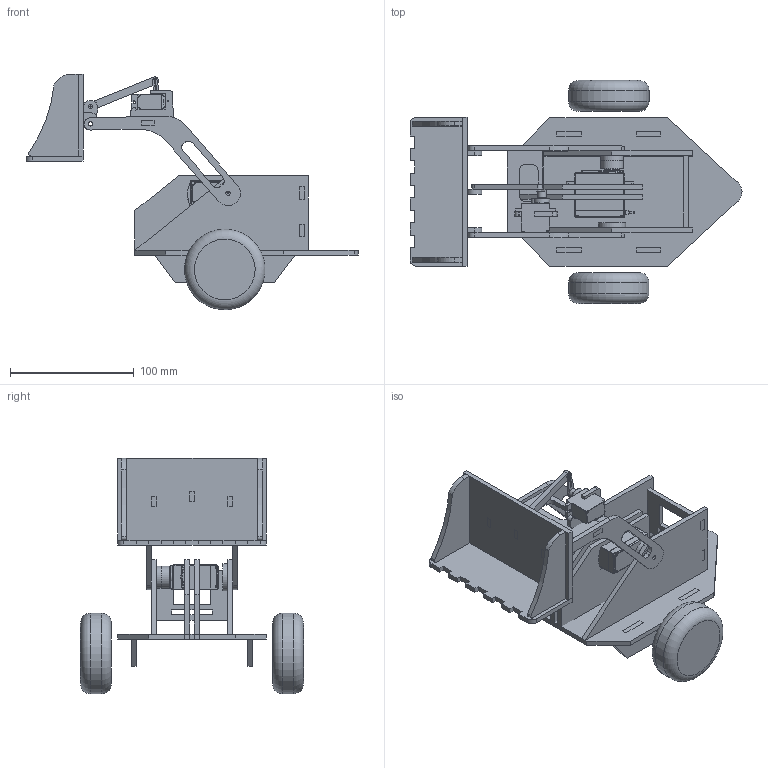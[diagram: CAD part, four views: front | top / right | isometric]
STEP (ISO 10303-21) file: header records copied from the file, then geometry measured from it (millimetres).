
FILE_DESCRIPTION(('STEP AP242'), '1');
FILE_NAME('????????? ? ?????', '', ('UNSPECIFIED'), ('UNSPECIFIED'), 'C3D Converter', 'C3D Toolkit', '');
FILE_SCHEMA(('AP242_MANAGED_MODEL_BASED_3D_ENGINEERING_MIM_LF { 1 0 10303 442 1 1 4 }'));
Length unit declared in the file: millimetre
Products named in the file (28): МГТУ.ДП.02.00.000; МГТУ.ДП.02.03.000; А1; B2; А3; А2; А4; Колесо; МГТУ.ДП.02.01.000; МГТУ.ДП.02.01.001; МГТУ.ДП.02.01.002; Крепление под серво привод1; МГТУ.ДП.02.02.000; МГТУ.ДП.02.02.001; МГТУ.ДП.02.02.002; МГТУ.ДП.02.02.003; МГТУ.ДП.02.02.004; МГТУ.ДП.02.00.001; Мотор; МГТУ.ДП.02.00.002; МГТУ.ДП.02.00.004; МГТУ.ДП.02.00.007
Assembly tree (35 placements, depth 3):
  МГТУ.ДП.02.00.000
    МГТУ.ДП.02.03.000
      А1
      B2  x2
      А3
      А2  x2
      А4  x2
      Колесо
      Колесо
    МГТУ.ДП.02.01.000
      МГТУ.ДП.02.01.001  x2
      МГТУ.ДП.02.01.002
      Крепление под серво привод1
    МГТУ.ДП.02.02.000
      МГТУ.ДП.02.02.001
      МГТУ.ДП.02.02.002
      МГТУ.ДП.02.02.003  x2
      МГТУ.ДП.02.02.004  x3
    МГТУ.ДП.02.00.001
      (unnamed)
      Мотор
    МГТУ.ДП.02.00.002
    МГТУ.ДП.02.00.004  x2
    МГТУ.ДП.02.00.004
    (unnamed)
    (unnamed)
    МГТУ.ДП.02.00.007
    (unnamed)
Bounding box: 267.88 x 180 x 189.99 mm (x, y, z)
Volume: 471720.9 mm3; surface area: 196530.8 mm2
Topology: 30 solids, 30 shells, 1076 faces, 2920 edges, 1931 vertices
Faces by surface type: plane 605, cylinder 347, cone 63, torus 44, bspline 11, sphere 6
Full cylindrical faces by diameter (mm): 1 x6, 3.5 x8, 3.8 x1, 5 x1, 13 x2, 18 x6, 22 x1, 65 x2
Entity records: 53006 total; most frequent: CARTESIAN_POINT 21060, ORIENTED_EDGE 5216, DIRECTION 4756, EDGE_CURVE 2608, VERTEX_POINT 1741, AXIS2_PLACEMENT_3D 1603, LINE 1550, VECTOR 1550
